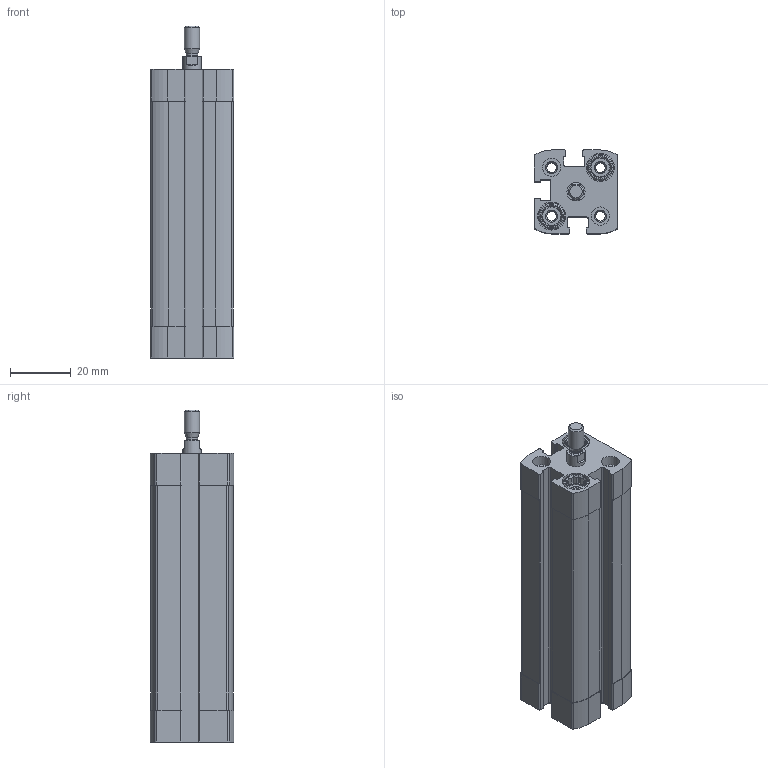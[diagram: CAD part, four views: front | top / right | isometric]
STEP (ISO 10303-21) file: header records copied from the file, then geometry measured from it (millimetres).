
FILE_DESCRIPTION(/* description */ ('STEP AP214'),/* implementation_level */ '2;1');
FILE_NAME(/* name */ '8178549_ADN-12-60-A-P-A',/* time_stamp */ '2024-07-24T12:28:58+02:00',/* author */ ('License CC BY-ND 4.0'),/* organization */ ('CADENAS'),/* preprocessor_version */ 'ST-DEVELOPER v19.3',/* originating_system */ 'PARTsolutions',/* authorisation */ ' ');
FILE_SCHEMA (('AUTOMOTIVE_DESIGN {1 0 10303 214 3 1 1}'));
Length unit declared in the file: millimetre
Products named in the file (3): 8178549 ADN-12-60-A-P-A---(asm_0); 536203 ADN-60-P---(Z); 536203 ADN-60-P-A_(KS)
Assembly tree (2 placements, depth 2):
  8178549 ADN-12-60-A-P-A---(asm_0)
    536203 ADN-60-P---(Z)
    536203 ADN-60-P-A_(KS)
Bounding box: 27.5 x 27.5 x 109.2 mm (x, y, z)
Volume: 48901.3 mm3; surface area: 25639.2 mm2
Topology: 2 solids, 2 shells, 306 faces, 790 edges, 523 vertices
Faces by surface type: plane 187, cylinder 97, cone 20, torus 2
Full cylindrical faces by diameter (mm): 3.242 x8, 3.8 x1, 4 x4, 4.134 x2, 5 x1, 6 x10, 8.5 x4, 9 x1, 9.2 x4, 12 x2
Entity records: 9099 total; most frequent: CARTESIAN_POINT 1825, DIRECTION 1458, ORIENTED_EDGE 1436, EDGE_CURVE 718, AXIS2_PLACEMENT_3D 527, VERTEX_POINT 510, EDGE_LOOP 408, FACE_BOUND 408
